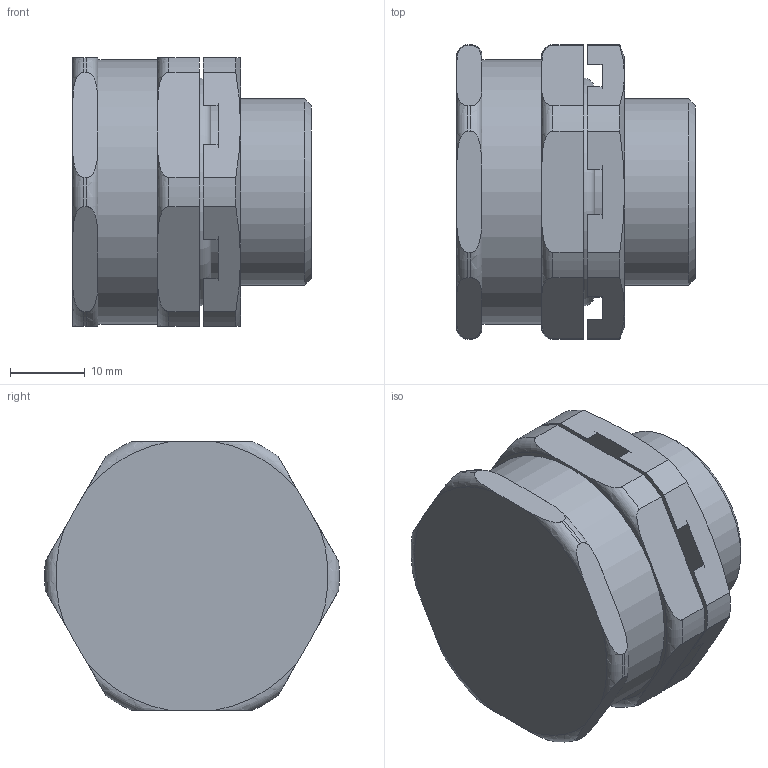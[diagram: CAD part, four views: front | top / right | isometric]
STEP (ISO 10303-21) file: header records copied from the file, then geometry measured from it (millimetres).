
FILE_DESCRIPTION(/* description */ ('Hawke IPT Template'),/* implementation_level */ '2;1');
FILE_NAME(/* name */ '389_M25.stp',/* time_stamp */ '2023-08-29T17:48:54+05:00',/* author */ ('pradhakrishnan'),/* organization */ (''),/* preprocessor_version */ 'ST-DEVELOPER v18',/* originating_system */ 'Autodesk Inventor 2020',/* authorisation */ '');
FILE_SCHEMA (('AUTOMOTIVE_DESIGN { 1 0 10303 214 3 1 1 }'));
Length unit declared in the file: millimetre
Products named in the file (1): Part2
Bounding box: 32 x 39.48 x 36 mm (x, y, z)
Volume: 29994.6 mm3; surface area: 9699.7 mm2
Topology: 4 solids, 4 shells, 86 faces, 228 edges, 151 vertices
Faces by surface type: plane 33, cylinder 27, torus 19, cone 7
Full cylindrical faces by diameter (mm): 13.45 x1, 25 x1, 35.5 x1
Entity records: 3170 total; most frequent: CARTESIAN_POINT 886, ORIENTED_EDGE 456, DIRECTION 440, EDGE_CURVE 228, AXIS2_PLACEMENT_3D 173, VERTEX_POINT 151, LINE 94, VECTOR 94
